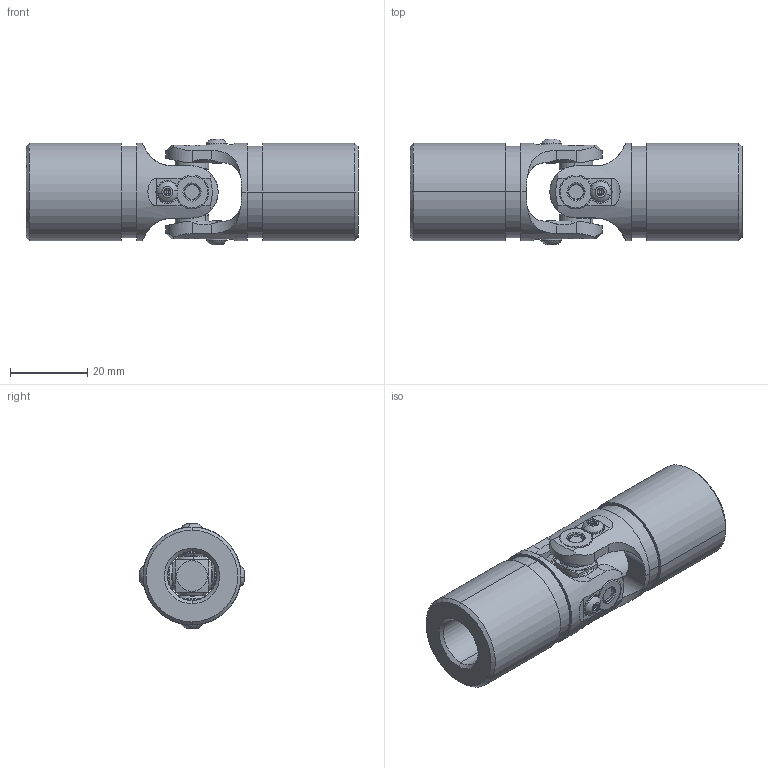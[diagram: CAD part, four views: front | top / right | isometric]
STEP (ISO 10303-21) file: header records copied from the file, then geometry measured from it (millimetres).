
FILE_DESCRIPTION (( 'STEP AP214' ), '1' );
FILE_NAME ('UJ-NB1000x500.STEP', '2018-06-08T20:38:43', ( 'rick' ), ( 'Hewlett-Packard Company' ), 'SwSTEP 2.0', 'SolidWorks 2017', '' );
FILE_SCHEMA (( 'AUTOMOTIVE_DESIGN' ));
Length unit declared in the file: inch
Products named in the file (8): M-341_M-341; M-341-ROLLER_M-341-ROLLER; M-341-CUP_M-341-CUP; 4-40 BHCS_92949A105; O-RING, DOUBLE SEAL_90025K127; NBX1000_NBX1000; NBY1000_NBY1000x500; UJ-NB1000x500
Assembly tree (17 placements, depth 3):
  UJ-NB1000x500
    NBY1000_NBY1000x500  x2
    NBX1000_NBX1000
    O-RING, DOUBLE SEAL_90025K127  x4
    4-40 BHCS_92949A105  x4
    M-341_M-341  x4
      M-341-CUP_M-341-CUP
      M-341-ROLLER_M-341-ROLLER
Bounding box: 85.72 x 27.25 x 27.25 mm (x, y, z)
Volume: 27750.5 mm3; surface area: 16178.8 mm2
Topology: 71 solids, 71 shells, 1226 faces, 2502 edges, 1452 vertices
Faces by surface type: cylinder 362, torus 312, plane 276, cone 260, sphere 16
Entity records: 12057 total; most frequent: CARTESIAN_POINT 3033, DIRECTION 1980, ORIENTED_EDGE 1632, AXIS2_PLACEMENT_3D 873, EDGE_CURVE 816, VERTEX_POINT 486, CIRCLE 471, EDGE_LOOP 406
